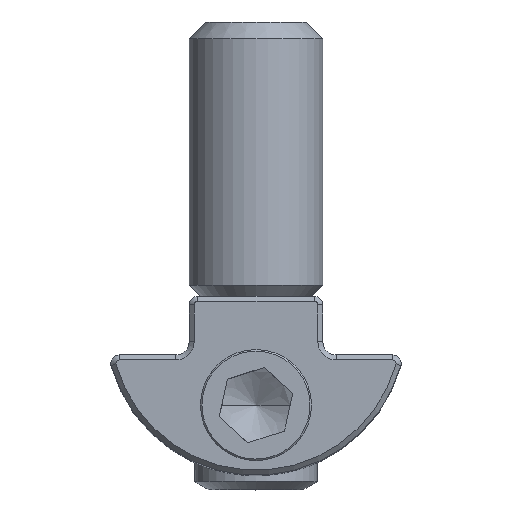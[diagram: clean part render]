
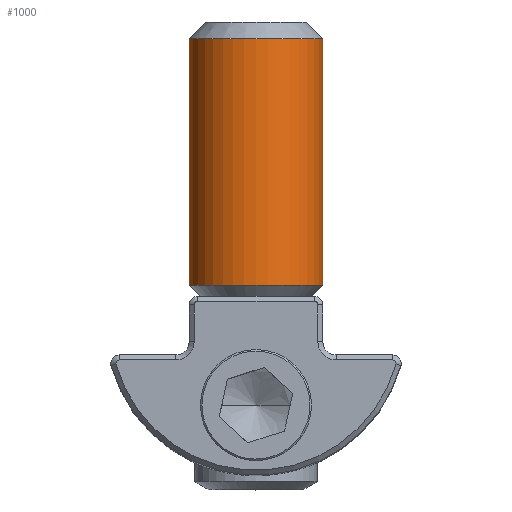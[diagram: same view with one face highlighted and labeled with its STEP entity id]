
A CAD part, top view. The second image highlights one B-rep face of the part: STEP entity #1000.
In plain terms, the highlighted cylindrical face has radius 4 mm (diameter 8 mm), a partial arc.
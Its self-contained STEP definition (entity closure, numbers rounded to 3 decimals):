
#58 = EDGE_LOOP ( 'NONE', ( #861, #2210, #588, #2289 ) ) ;
#69 = LINE ( 'NONE', #1615, #1557 ) ;
#78 = CARTESIAN_POINT ( 'NONE',  ( 0., 6.137, -4.5 ) ) ;
#105 = CARTESIAN_POINT ( 'NONE',  ( 4., 5.399, -4.5 ) ) ;
#108 = FACE_OUTER_BOUND ( 'NONE', #58, .T. ) ;
#156 = DIRECTION ( 'NONE',  ( 0., 1., 0. ) ) ;
#184 = CIRCLE ( 'NONE', #768, 4. ) ;
#218 = VERTEX_POINT ( 'NONE', #950 ) ;
#274 = DIRECTION ( 'NONE',  ( 1., 0., 0. ) ) ;
#326 = DIRECTION ( 'NONE',  ( 1., 0., 0. ) ) ;
#460 = CARTESIAN_POINT ( 'NONE',  ( 4., 6.137, -4.5 ) ) ;
#588 = ORIENTED_EDGE ( 'NONE', *, *, #1396, .T. ) ;
#601 = EDGE_CURVE ( 'NONE', #801, #1306, #1241, .T. ) ;
#768 = AXIS2_PLACEMENT_3D ( 'NONE', #78, #156, #326 ) ;
#801 = VERTEX_POINT ( 'NONE', #1817 ) ;
#830 = DIRECTION ( 'NONE',  ( 0., 1., 0. ) ) ;
#861 = ORIENTED_EDGE ( 'NONE', *, *, #1370, .F. ) ;
#950 = CARTESIAN_POINT ( 'NONE',  ( -4., 6.137, -4.5 ) ) ;
#1000 = ADVANCED_FACE ( 'NONE', ( #108 ), #1618, .T. ) ;
#1036 = DIRECTION ( 'NONE',  ( 0., 1., 0. ) ) ;
#1241 = CIRCLE ( 'NONE', #1630, 4. ) ;
#1283 = VECTOR ( 'NONE', #1415, 1000. ) ;
#1306 = VERTEX_POINT ( 'NONE', #1558 ) ;
#1370 = EDGE_CURVE ( 'NONE', #218, #1306, #69, .T. ) ;
#1396 = EDGE_CURVE ( 'NONE', #2238, #801, #1397, .T. ) ;
#1397 = LINE ( 'NONE', #105, #1283 ) ;
#1415 = DIRECTION ( 'NONE',  ( 0., 1., 0. ) ) ;
#1461 = DIRECTION ( 'NONE',  ( 0., -1., 0. ) ) ;
#1467 = EDGE_CURVE ( 'NONE', #218, #2238, #184, .T. ) ;
#1557 = VECTOR ( 'NONE', #1036, 1000. ) ;
#1558 = CARTESIAN_POINT ( 'NONE',  ( -4., 20.887, -4.5 ) ) ;
#1615 = CARTESIAN_POINT ( 'NONE',  ( -4., 5.399, -4.5 ) ) ;
#1618 = CYLINDRICAL_SURFACE ( 'NONE', #2444, 4. ) ;
#1630 = AXIS2_PLACEMENT_3D ( 'NONE', #1716, #1461, #2237 ) ;
#1716 = CARTESIAN_POINT ( 'NONE',  ( 0., 20.887, -4.5 ) ) ;
#1817 = CARTESIAN_POINT ( 'NONE',  ( 4., 20.887, -4.5 ) ) ;
#1992 = CARTESIAN_POINT ( 'NONE',  ( 0., 5.399, -4.5 ) ) ;
#2210 = ORIENTED_EDGE ( 'NONE', *, *, #1467, .T. ) ;
#2237 = DIRECTION ( 'NONE',  ( 1., 0., 0. ) ) ;
#2238 = VERTEX_POINT ( 'NONE', #460 ) ;
#2289 = ORIENTED_EDGE ( 'NONE', *, *, #601, .T. ) ;
#2444 = AXIS2_PLACEMENT_3D ( 'NONE', #1992, #830, #274 ) ;
